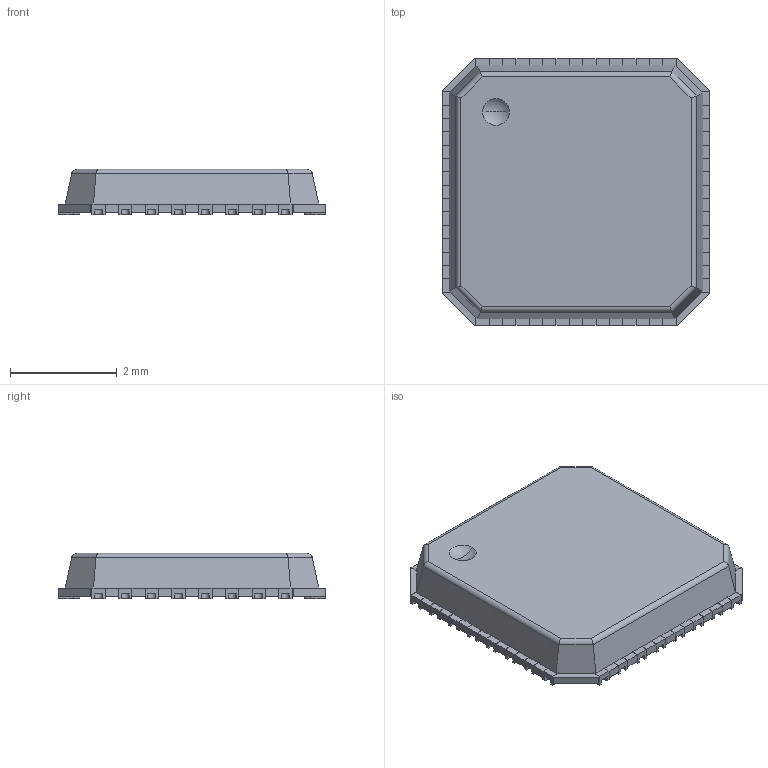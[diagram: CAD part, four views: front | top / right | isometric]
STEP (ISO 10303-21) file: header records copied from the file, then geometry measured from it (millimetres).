
FILE_DESCRIPTION((''),'2;1');
FILE_NAME('RHM0032C_ASM','2018-12-10T09:23:56',('a0412086'),(''),'CREO PARAMETRIC BY PTC INC, 2018020','CREO PARAMETRIC BY PTC INC, 2018020','');
FILE_SCHEMA(('AUTOMOTIVE_DESIGN { 1 0 10303 214 1 1 1 1 }'));
Length unit declared in the file: millimetre
Products named in the file (3): BODY-QFN-PUNCH_AF0; FRAME-RHM0032C_AF0; RHM0032C_ASM
Assembly tree (2 placements, depth 2):
  RHM0032C_ASM
    BODY-QFN-PUNCH_AF0
    FRAME-RHM0032C_AF0
Bounding box: 5 x 5 x 0.85 mm (x, y, z)
Volume: 17.2 mm3; surface area: 99.8 mm2
Topology: 34 solids, 34 shells, 563 faces, 1410 edges, 915 vertices
Faces by surface type: plane 447, cylinder 114, sphere 2
Entity records: 21549 total; most frequent: CARTESIAN_POINT 2981, ORIENTED_EDGE 2816, DIRECTION 2791, PRESENTATION_STYLE_ASSIGNMENT 1475, STYLED_ITEM 1442, CURVE_STYLE 1408, EDGE_CURVE 1408, VECTOR 1184
